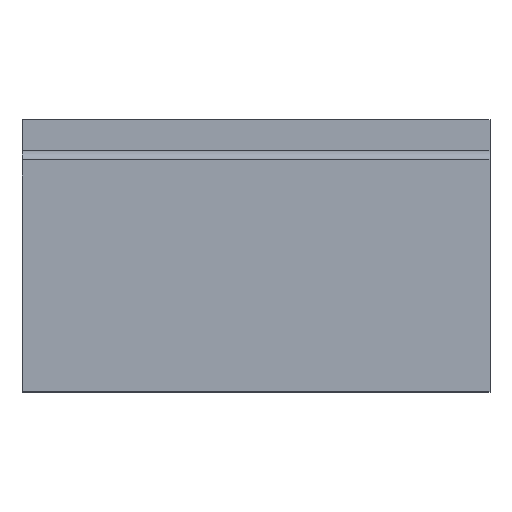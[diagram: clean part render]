
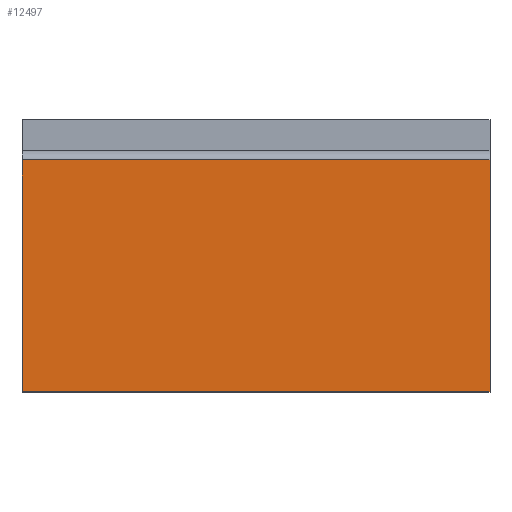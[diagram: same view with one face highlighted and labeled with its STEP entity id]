
A CAD part, top view. The second image highlights one B-rep face of the part: STEP entity #12497.
In plain terms, the highlighted planar face has unit normal (0, 0, 1).
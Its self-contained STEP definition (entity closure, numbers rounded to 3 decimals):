
#360 = PLANE ( 'NONE',  #9061 ) ;
#393 = DIRECTION ( 'NONE',  ( 1., 0., 0. ) ) ;
#430 = DIRECTION ( 'NONE',  ( 0., -1., 0. ) ) ;
#508 = EDGE_CURVE ( 'NONE', #6223, #1586, #7686, .T. ) ;
#859 = CARTESIAN_POINT ( 'NONE',  ( -49., -4.25, 26.85 ) ) ;
#922 = CARTESIAN_POINT ( 'NONE',  ( 0., -4.25, 26.85 ) ) ;
#1586 = VERTEX_POINT ( 'NONE', #1623 ) ;
#1623 = CARTESIAN_POINT ( 'NONE',  ( -49., -4.25, 26.85 ) ) ;
#2012 = CARTESIAN_POINT ( 'NONE',  ( 0., -28.5, 26.85 ) ) ;
#2782 = VECTOR ( 'NONE', #393, 1000. ) ;
#3710 = DIRECTION ( 'NONE',  ( 0., 0., 1. ) ) ;
#3720 = LINE ( 'NONE', #9816, #12484 ) ;
#4831 = LINE ( 'NONE', #12670, #4928 ) ;
#4907 = VERTEX_POINT ( 'NONE', #922 ) ;
#4928 = VECTOR ( 'NONE', #430, 1000. ) ;
#4994 = LINE ( 'NONE', #859, #2782 ) ;
#5274 = ORIENTED_EDGE ( 'NONE', *, *, #508, .F. ) ;
#5881 = EDGE_CURVE ( 'NONE', #4907, #12335, #4831, .T. ) ;
#6018 = FACE_OUTER_BOUND ( 'NONE', #8864, .T. ) ;
#6223 = VERTEX_POINT ( 'NONE', #10864 ) ;
#6635 = ORIENTED_EDGE ( 'NONE', *, *, #11700, .T. ) ;
#7586 = VECTOR ( 'NONE', #10697, 1000. ) ;
#7686 = LINE ( 'NONE', #10319, #7586 ) ;
#8864 = EDGE_LOOP ( 'NONE', ( #9110, #5274, #6635, #12055 ) ) ;
#9061 = AXIS2_PLACEMENT_3D ( 'NONE', #12296, #3710, #12704 ) ;
#9110 = ORIENTED_EDGE ( 'NONE', *, *, #11330, .F. ) ;
#9816 = CARTESIAN_POINT ( 'NONE',  ( -109.794, -28.5, 26.85 ) ) ;
#9930 = DIRECTION ( 'NONE',  ( 1., 0., 0. ) ) ;
#10319 = CARTESIAN_POINT ( 'NONE',  ( -49., 0., 26.85 ) ) ;
#10697 = DIRECTION ( 'NONE',  ( 0., 1., 0. ) ) ;
#10864 = CARTESIAN_POINT ( 'NONE',  ( -49., -28.5, 26.85 ) ) ;
#11330 = EDGE_CURVE ( 'NONE', #1586, #4907, #4994, .T. ) ;
#11700 = EDGE_CURVE ( 'NONE', #6223, #12335, #3720, .T. ) ;
#12055 = ORIENTED_EDGE ( 'NONE', *, *, #5881, .F. ) ;
#12296 = CARTESIAN_POINT ( 'NONE',  ( -109.794, 0., 26.85 ) ) ;
#12335 = VERTEX_POINT ( 'NONE', #2012 ) ;
#12484 = VECTOR ( 'NONE', #9930, 1000. ) ;
#12497 = ADVANCED_FACE ( 'NONE', ( #6018 ), #360, .T. ) ;
#12670 = CARTESIAN_POINT ( 'NONE',  ( 0., 0., 26.85 ) ) ;
#12704 = DIRECTION ( 'NONE',  ( 0., -1., 0. ) ) ;
